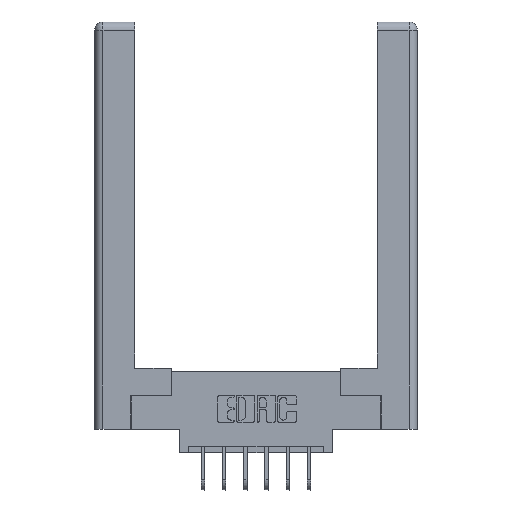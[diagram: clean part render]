
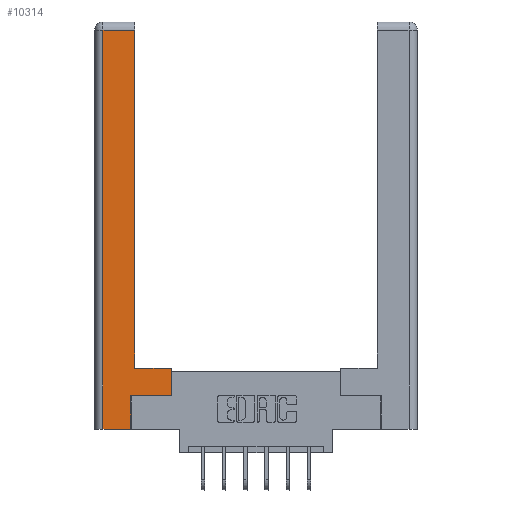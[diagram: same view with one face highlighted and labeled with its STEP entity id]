
A CAD part, top view. The second image highlights one B-rep face of the part: STEP entity #10314.
In plain terms, the highlighted planar face has unit normal (0, 0, 1).
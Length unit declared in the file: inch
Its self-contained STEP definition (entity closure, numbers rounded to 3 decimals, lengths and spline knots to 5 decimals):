
#204 = LINE ( 'NONE', #5370, #2357 ) ;
#402 = VERTEX_POINT ( 'NONE', #2017 ) ;
#511 = CARTESIAN_POINT ( 'NONE',  ( 0., 0., 0. ) ) ;
#552 = DIRECTION ( 'NONE',  ( 0., 1., 0. ) ) ;
#742 = EDGE_CURVE ( 'NONE', #4655, #11431, #3373, .T. ) ;
#801 = CARTESIAN_POINT ( 'NONE',  ( 0.295, 0.45, 0. ) ) ;
#856 = CARTESIAN_POINT ( 'NONE',  ( 0.0615, 0., 0. ) ) ;
#926 = VECTOR ( 'NONE', #7333, 39.37008 ) ;
#1432 = PLANE ( 'NONE',  #7214 ) ;
#1878 = CARTESIAN_POINT ( 'NONE',  ( 0.565, 0.245, 0. ) ) ;
#1918 = DIRECTION ( 'NONE',  ( 1., 0., 0. ) ) ;
#1944 = VECTOR ( 'NONE', #1918, 39.37008 ) ;
#2017 = CARTESIAN_POINT ( 'NONE',  ( 0.295, 2.94, 0. ) ) ;
#2227 = LINE ( 'NONE', #10734, #4856 ) ;
#2243 = ORIENTED_EDGE ( 'NONE', *, *, #2894, .T. ) ;
#2297 = VECTOR ( 'NONE', #4436, 39.37008 ) ;
#2357 = VECTOR ( 'NONE', #2561, 39.37008 ) ;
#2532 = DIRECTION ( 'NONE',  ( -1., 0., 0. ) ) ;
#2561 = DIRECTION ( 'NONE',  ( 0., 1., 0. ) ) ;
#2894 = EDGE_CURVE ( 'NONE', #402, #4655, #4264, .T. ) ;
#3201 = DIRECTION ( 'NONE',  ( 0., 0., -1. ) ) ;
#3213 = ORIENTED_EDGE ( 'NONE', *, *, #5997, .T. ) ;
#3373 = LINE ( 'NONE', #856, #926 ) ;
#3535 = VECTOR ( 'NONE', #11674, 39.37008 ) ;
#3909 = CARTESIAN_POINT ( 'NONE',  ( 0.265, 0., 0. ) ) ;
#4076 = EDGE_CURVE ( 'NONE', #5593, #6370, #204, .T. ) ;
#4214 = CARTESIAN_POINT ( 'NONE',  ( 0.0615, 2.94, 0. ) ) ;
#4255 = CARTESIAN_POINT ( 'NONE',  ( 0.265, 0.245, 0. ) ) ;
#4264 = LINE ( 'NONE', #8897, #3535 ) ;
#4436 = DIRECTION ( 'NONE',  ( 0., 1., 0. ) ) ;
#4655 = VERTEX_POINT ( 'NONE', #4214 ) ;
#4710 = ORIENTED_EDGE ( 'NONE', *, *, #10627, .T. ) ;
#4856 = VECTOR ( 'NONE', #2532, 39.37008 ) ;
#5370 = CARTESIAN_POINT ( 'NONE',  ( 0.565, 0.45, 0. ) ) ;
#5576 = CARTESIAN_POINT ( 'NONE',  ( 0.565, 0.45, 0. ) ) ;
#5593 = VERTEX_POINT ( 'NONE', #1878 ) ;
#5997 = EDGE_CURVE ( 'NONE', #8364, #10290, #11587, .T. ) ;
#6350 = VECTOR ( 'NONE', #6760, 39.37008 ) ;
#6370 = VERTEX_POINT ( 'NONE', #5576 ) ;
#6631 = ORIENTED_EDGE ( 'NONE', *, *, #742, .T. ) ;
#6746 = EDGE_CURVE ( 'NONE', #11656, #402, #7954, .T. ) ;
#6760 = DIRECTION ( 'NONE',  ( 1., 0., 0. ) ) ;
#6785 = ORIENTED_EDGE ( 'NONE', *, *, #11011, .T. ) ;
#7214 = AXIS2_PLACEMENT_3D ( 'NONE', #511, #3201, #7799 ) ;
#7333 = DIRECTION ( 'NONE',  ( 0., -1., 0. ) ) ;
#7377 = LINE ( 'NONE', #3909, #6350 ) ;
#7635 = FACE_OUTER_BOUND ( 'NONE', #11278, .T. ) ;
#7799 = DIRECTION ( 'NONE',  ( -1., 0., 0. ) ) ;
#7954 = LINE ( 'NONE', #9989, #2297 ) ;
#8277 = EDGE_CURVE ( 'NONE', #11431, #8364, #7377, .T. ) ;
#8364 = VERTEX_POINT ( 'NONE', #8822 ) ;
#8472 = ORIENTED_EDGE ( 'NONE', *, *, #6746, .T. ) ;
#8815 = CARTESIAN_POINT ( 'NONE',  ( 0.265, 0.245, 0. ) ) ;
#8822 = CARTESIAN_POINT ( 'NONE',  ( 0.265, 0., 0. ) ) ;
#8897 = CARTESIAN_POINT ( 'NONE',  ( 0.0615, 2.94, 0. ) ) ;
#9113 = VECTOR ( 'NONE', #552, 39.37008 ) ;
#9989 = CARTESIAN_POINT ( 'NONE',  ( 0.295, 3., 0. ) ) ;
#10290 = VERTEX_POINT ( 'NONE', #8815 ) ;
#10314 = ADVANCED_FACE ( 'NONE', ( #7635 ), #1432, .F. ) ;
#10439 = CARTESIAN_POINT ( 'NONE',  ( 0.0615, 0., 0. ) ) ;
#10627 = EDGE_CURVE ( 'NONE', #10290, #5593, #11513, .T. ) ;
#10734 = CARTESIAN_POINT ( 'NONE',  ( 0.295, 0.45, 0. ) ) ;
#10827 = ORIENTED_EDGE ( 'NONE', *, *, #8277, .T. ) ;
#11011 = EDGE_CURVE ( 'NONE', #6370, #11656, #2227, .T. ) ;
#11278 = EDGE_LOOP ( 'NONE', ( #8472, #2243, #6631, #10827, #3213, #4710, #11959, #6785 ) ) ;
#11431 = VERTEX_POINT ( 'NONE', #10439 ) ;
#11513 = LINE ( 'NONE', #11990, #1944 ) ;
#11587 = LINE ( 'NONE', #4255, #9113 ) ;
#11656 = VERTEX_POINT ( 'NONE', #801 ) ;
#11674 = DIRECTION ( 'NONE',  ( -1., 0., 0. ) ) ;
#11959 = ORIENTED_EDGE ( 'NONE', *, *, #4076, .T. ) ;
#11990 = CARTESIAN_POINT ( 'NONE',  ( 0.565, 0.245, 0. ) ) ;
